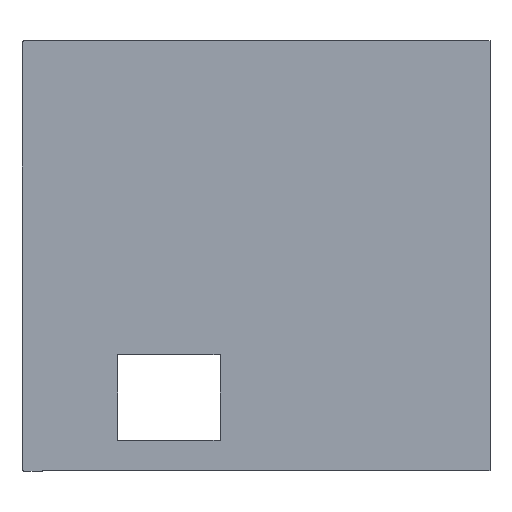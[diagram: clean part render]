
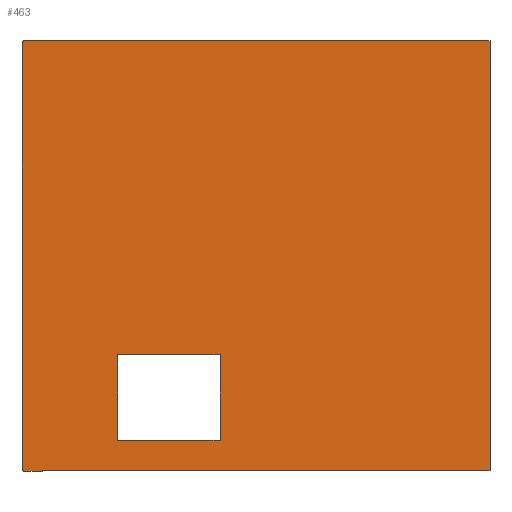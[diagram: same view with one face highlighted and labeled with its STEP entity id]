
A CAD part, left-side view. The second image highlights one B-rep face of the part: STEP entity #463.
In plain terms, the highlighted planar face has unit normal (-1, 0, 0).
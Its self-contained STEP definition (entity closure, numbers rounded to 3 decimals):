
#42=CARTESIAN_POINT('',(-24.,130.928,126.));
#43=VERTEX_POINT('',#42);
#50=CARTESIAN_POINT('',(-24.,130.928,0.));
#51=VERTEX_POINT('',#50);
#52=CARTESIAN_POINT('',(-24.,130.928,126.));
#53=DIRECTION('',(0.,0.,-1.));
#54=VECTOR('',#53,126.);
#55=LINE('',#52,#54);
#56=EDGE_CURVE('',#43,#51,#55,.T.);
#274=CARTESIAN_POINT('',(-24.,240.,9.));
#275=VERTEX_POINT('',#274);
#276=CARTESIAN_POINT('',(-24.,210.,9.));
#277=VERTEX_POINT('',#276);
#278=CARTESIAN_POINT('',(-24.,240.,9.));
#279=DIRECTION('',(0.,-1.,0.));
#280=VECTOR('',#279,30.);
#281=LINE('',#278,#280);
#282=EDGE_CURVE('',#275,#277,#281,.T.);
#314=CARTESIAN_POINT('',(-24.,240.,34.));
#315=VERTEX_POINT('',#314);
#316=CARTESIAN_POINT('',(-24.,240.,34.));
#317=DIRECTION('',(0.,0.,-1.));
#318=VECTOR('',#317,25.);
#319=LINE('',#316,#318);
#320=EDGE_CURVE('',#315,#275,#319,.T.);
#345=CARTESIAN_POINT('',(-24.,210.,34.));
#346=VERTEX_POINT('',#345);
#347=CARTESIAN_POINT('',(-24.,210.,34.));
#348=DIRECTION('',(-0.,1.,0.));
#349=VECTOR('',#348,30.);
#350=LINE('',#347,#349);
#351=EDGE_CURVE('',#346,#315,#350,.T.);
#376=CARTESIAN_POINT('',(-24.,210.,9.));
#377=DIRECTION('',(0.,0.,1.));
#378=VECTOR('',#377,25.);
#379=LINE('',#376,#378);
#380=EDGE_CURVE('',#277,#346,#379,.T.);
#393=CARTESIAN_POINT('',(-24.,263.5,100.));
#394=DIRECTION('',(-1.,-0.,0.));
#395=DIRECTION('',(0.,-1.,0.));
#396=AXIS2_PLACEMENT_3D('',#393,#394,#395);
#397=PLANE('',#396);
#398=CARTESIAN_POINT('',(-24.,268.,125.4));
#399=VERTEX_POINT('',#398);
#400=CARTESIAN_POINT('',(-24.,268.,0.7));
#401=VERTEX_POINT('',#400);
#402=CARTESIAN_POINT('',(-24.,268.,125.4));
#403=DIRECTION('',(0.,0.,-1.));
#404=VECTOR('',#403,124.7);
#405=LINE('',#402,#404);
#406=EDGE_CURVE('',#399,#401,#405,.T.);
#407=ORIENTED_EDGE('',*,*,#406,.T.);
#408=CARTESIAN_POINT('',(-24.,267.2,-0.1));
#409=VERTEX_POINT('',#408);
#410=CARTESIAN_POINT('',(-24.,267.2,0.7));
#411=DIRECTION('',(-1.,-0.,0.));
#412=DIRECTION('',(0.,-1.,0.));
#413=AXIS2_PLACEMENT_3D('',#410,#411,#412);
#414=CIRCLE('',#413,0.8);
#415=EDGE_CURVE('',#401,#409,#414,.T.);
#416=ORIENTED_EDGE('',*,*,#415,.T.);
#417=CARTESIAN_POINT('',(-24.,262.,-0.1));
#418=VERTEX_POINT('',#417);
#419=CARTESIAN_POINT('',(-24.,262.,-0.1));
#420=DIRECTION('',(-0.,1.,0.));
#421=VECTOR('',#420,5.2);
#422=LINE('',#419,#421);
#423=EDGE_CURVE('',#418,#409,#422,.T.);
#424=ORIENTED_EDGE('',*,*,#423,.F.);
#425=CARTESIAN_POINT('',(-24.,262.,0.));
#426=VERTEX_POINT('',#425);
#427=CARTESIAN_POINT('',(-24.,262.,0.));
#428=DIRECTION('',(0.,0.,-1.));
#429=VECTOR('',#428,0.1);
#430=LINE('',#427,#429);
#431=EDGE_CURVE('',#426,#418,#430,.T.);
#432=ORIENTED_EDGE('',*,*,#431,.F.);
#433=CARTESIAN_POINT('',(-24.,262.,0.));
#434=DIRECTION('',(0.,-1.,0.));
#435=VECTOR('',#434,131.072);
#436=LINE('',#433,#435);
#437=EDGE_CURVE('',#426,#51,#436,.T.);
#438=ORIENTED_EDGE('',*,*,#437,.T.);
#439=ORIENTED_EDGE('',*,*,#56,.F.);
#440=CARTESIAN_POINT('',(-24.,267.4,126.));
#441=VERTEX_POINT('',#440);
#442=CARTESIAN_POINT('',(-24.,130.928,126.));
#443=DIRECTION('',(-0.,1.,0.));
#444=VECTOR('',#443,136.472);
#445=LINE('',#442,#444);
#446=EDGE_CURVE('',#43,#441,#445,.T.);
#447=ORIENTED_EDGE('',*,*,#446,.T.);
#448=CARTESIAN_POINT('',(-24.,267.4,125.4));
#449=DIRECTION('',(-1.,-0.,0.));
#450=DIRECTION('',(0.,-1.,0.));
#451=AXIS2_PLACEMENT_3D('',#448,#449,#450);
#452=CIRCLE('',#451,0.6);
#453=EDGE_CURVE('',#441,#399,#452,.T.);
#454=ORIENTED_EDGE('',*,*,#453,.T.);
#455=EDGE_LOOP('',(#407,#416,#424,#432,#438,#439,#447,#454));
#456=FACE_BOUND('',#455,.T.);
#457=ORIENTED_EDGE('',*,*,#351,.F.);
#458=ORIENTED_EDGE('',*,*,#380,.F.);
#459=ORIENTED_EDGE('',*,*,#282,.F.);
#460=ORIENTED_EDGE('',*,*,#320,.F.);
#461=EDGE_LOOP('',(#457,#458,#459,#460));
#462=FACE_BOUND('',#461,.T.);
#463=ADVANCED_FACE('',(#456,#462),#397,.T.);
